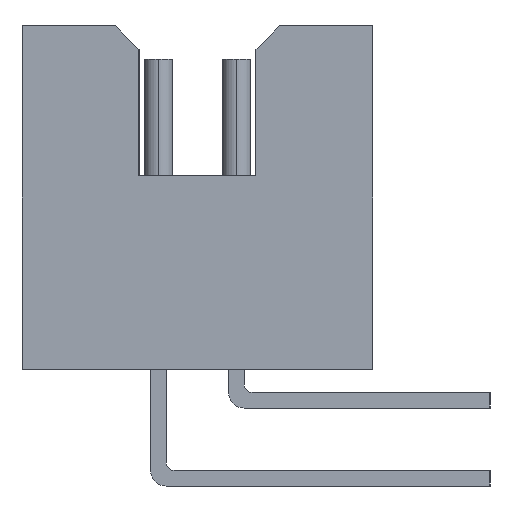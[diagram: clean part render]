
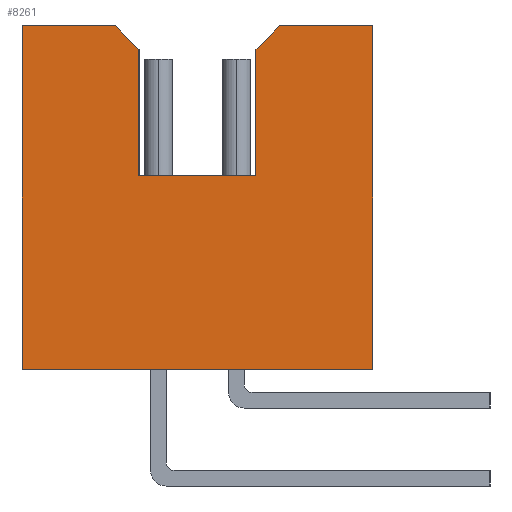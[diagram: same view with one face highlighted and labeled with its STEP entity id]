
A CAD part, left-side view. The second image highlights one B-rep face of the part: STEP entity #8261.
In plain terms, the highlighted planar face has unit normal (-1, 0, 0).
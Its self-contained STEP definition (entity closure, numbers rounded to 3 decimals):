
#93 = DIRECTION ( 'NONE',  ( 0., 0., 1. ) ) ;
#221 = CARTESIAN_POINT ( 'NONE',  ( -16.827, 5.207, -0.952 ) ) ;
#385 = VERTEX_POINT ( 'NONE', #13049 ) ;
#597 = LINE ( 'NONE', #935, #7960 ) ;
#935 = CARTESIAN_POINT ( 'NONE',  ( -16.827, 5.588, 1.333 ) ) ;
#965 = ORIENTED_EDGE ( 'NONE', *, *, #11450, .T. ) ;
#1019 = DIRECTION ( 'NONE',  ( 0., -0.707, -0.707 ) ) ;
#1379 = CARTESIAN_POINT ( 'NONE',  ( -16.827, 5.588, -2.857 ) ) ;
#1382 = CARTESIAN_POINT ( 'NONE',  ( -16.827, 8.026, 0.952 ) ) ;
#1479 = PLANE ( 'NONE',  #13793 ) ;
#1953 = EDGE_CURVE ( 'NONE', #17885, #7124, #13470, .T. ) ;
#2236 = VERTEX_POINT ( 'NONE', #14483 ) ;
#2436 = VECTOR ( 'NONE', #4201, 1000. ) ;
#2561 = ORIENTED_EDGE ( 'NONE', *, *, #10566, .T. ) ;
#2888 = DIRECTION ( 'NONE',  ( 0., -1., 0. ) ) ;
#2950 = EDGE_CURVE ( 'NONE', #16768, #16130, #18463, .T. ) ;
#3140 = CARTESIAN_POINT ( 'NONE',  ( -16.827, 5.588, -1.333 ) ) ;
#3430 = ORIENTED_EDGE ( 'NONE', *, *, #1953, .T. ) ;
#4201 = DIRECTION ( 'NONE',  ( 0., 0., 1. ) ) ;
#4284 = LINE ( 'NONE', #8341, #2436 ) ;
#4391 = LINE ( 'NONE', #7520, #11086 ) ;
#4938 = CARTESIAN_POINT ( 'NONE',  ( -16.827, 5.588, -2.857 ) ) ;
#5858 = VECTOR ( 'NONE', #12466, 1000. ) ;
#6186 = CARTESIAN_POINT ( 'NONE',  ( -16.827, 5.207, 0.952 ) ) ;
#6194 = VECTOR ( 'NONE', #17048, 1000. ) ;
#6224 = CARTESIAN_POINT ( 'NONE',  ( -16.827, 5.207, -0.952 ) ) ;
#6324 = DIRECTION ( 'NONE',  ( 0., 0.707, -0.707 ) ) ;
#6796 = ORIENTED_EDGE ( 'NONE', *, *, #8458, .F. ) ;
#6964 = CARTESIAN_POINT ( 'NONE',  ( -16.827, 5.588, 1.333 ) ) ;
#7116 = LINE ( 'NONE', #12860, #7259 ) ;
#7124 = VERTEX_POINT ( 'NONE', #3140 ) ;
#7138 = DIRECTION ( 'NONE',  ( 1., 0., 0. ) ) ;
#7197 = VERTEX_POINT ( 'NONE', #13332 ) ;
#7259 = VECTOR ( 'NONE', #11454, 1000. ) ;
#7520 = CARTESIAN_POINT ( 'NONE',  ( -16.827, 5.588, -2.857 ) ) ;
#7635 = LINE ( 'NONE', #17527, #13819 ) ;
#7960 = VECTOR ( 'NONE', #1019, 1000. ) ;
#8261 = ADVANCED_FACE ( 'NONE', ( #14294 ), #1479, .F. ) ;
#8341 = CARTESIAN_POINT ( 'NONE',  ( -16.827, 3.15, -0.952 ) ) ;
#8458 = EDGE_CURVE ( 'NONE', #11601, #7124, #4391, .T. ) ;
#9532 = VERTEX_POINT ( 'NONE', #6964 ) ;
#9821 = LINE ( 'NONE', #17078, #5858 ) ;
#10112 = EDGE_CURVE ( 'NONE', #9532, #16768, #13528, .T. ) ;
#10342 = EDGE_CURVE ( 'NONE', #17885, #385, #9821, .T. ) ;
#10566 = EDGE_CURVE ( 'NONE', #9532, #12709, #597, .T. ) ;
#10957 = CARTESIAN_POINT ( 'NONE',  ( -16.827, 5.588, -2.857 ) ) ;
#11086 = VECTOR ( 'NONE', #13264, 1000. ) ;
#11305 = CARTESIAN_POINT ( 'NONE',  ( -16.827, 5.588, 2.857 ) ) ;
#11398 = EDGE_CURVE ( 'NONE', #385, #2236, #4284, .T. ) ;
#11450 = EDGE_CURVE ( 'NONE', #11601, #7197, #7116, .T. ) ;
#11454 = DIRECTION ( 'NONE',  ( 0., -1., 0. ) ) ;
#11601 = VERTEX_POINT ( 'NONE', #4938 ) ;
#11937 = VECTOR ( 'NONE', #2888, 1000. ) ;
#12022 = DIRECTION ( 'NONE',  ( 0., 0., 1. ) ) ;
#12466 = DIRECTION ( 'NONE',  ( 0., -1., 0. ) ) ;
#12709 = VERTEX_POINT ( 'NONE', #6186 ) ;
#12860 = CARTESIAN_POINT ( 'NONE',  ( -16.827, 5.588, -2.857 ) ) ;
#13049 = CARTESIAN_POINT ( 'NONE',  ( -16.827, 3.15, -0.952 ) ) ;
#13264 = DIRECTION ( 'NONE',  ( 0., 0., 1. ) ) ;
#13332 = CARTESIAN_POINT ( 'NONE',  ( -16.827, 0., -2.857 ) ) ;
#13337 = CARTESIAN_POINT ( 'NONE',  ( -16.827, 0., 2.857 ) ) ;
#13470 = LINE ( 'NONE', #6224, #16710 ) ;
#13528 = LINE ( 'NONE', #10957, #18483 ) ;
#13566 = EDGE_CURVE ( 'NONE', #7197, #16130, #7635, .T. ) ;
#13793 = AXIS2_PLACEMENT_3D ( 'NONE', #1379, #7138, #17127 ) ;
#13819 = VECTOR ( 'NONE', #93, 1000. ) ;
#14212 = LINE ( 'NONE', #1382, #11937 ) ;
#14294 = FACE_OUTER_BOUND ( 'NONE', #14987, .T. ) ;
#14483 = CARTESIAN_POINT ( 'NONE',  ( -16.827, 3.15, 0.952 ) ) ;
#14878 = ORIENTED_EDGE ( 'NONE', *, *, #10112, .F. ) ;
#14987 = EDGE_LOOP ( 'NONE', ( #2561, #15529, #15559, #17730, #3430, #6796, #965, #18217, #16841, #14878 ) ) ;
#15529 = ORIENTED_EDGE ( 'NONE', *, *, #15715, .T. ) ;
#15559 = ORIENTED_EDGE ( 'NONE', *, *, #11398, .F. ) ;
#15637 = CARTESIAN_POINT ( 'NONE',  ( -16.827, 5.588, 2.857 ) ) ;
#15715 = EDGE_CURVE ( 'NONE', #12709, #2236, #14212, .T. ) ;
#16130 = VERTEX_POINT ( 'NONE', #13337 ) ;
#16710 = VECTOR ( 'NONE', #6324, 1000. ) ;
#16768 = VERTEX_POINT ( 'NONE', #15637 ) ;
#16841 = ORIENTED_EDGE ( 'NONE', *, *, #2950, .F. ) ;
#17048 = DIRECTION ( 'NONE',  ( 0., -1., 0. ) ) ;
#17078 = CARTESIAN_POINT ( 'NONE',  ( -16.827, 8.026, -0.952 ) ) ;
#17127 = DIRECTION ( 'NONE',  ( 0., 0., -1. ) ) ;
#17527 = CARTESIAN_POINT ( 'NONE',  ( -16.827, 0., -2.857 ) ) ;
#17730 = ORIENTED_EDGE ( 'NONE', *, *, #10342, .F. ) ;
#17885 = VERTEX_POINT ( 'NONE', #221 ) ;
#18217 = ORIENTED_EDGE ( 'NONE', *, *, #13566, .T. ) ;
#18463 = LINE ( 'NONE', #11305, #6194 ) ;
#18483 = VECTOR ( 'NONE', #12022, 1000. ) ;
